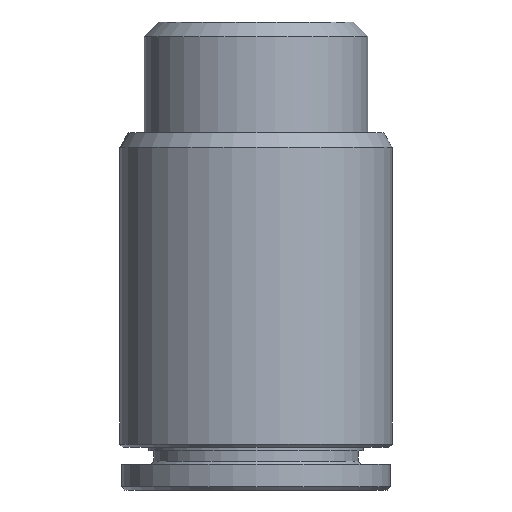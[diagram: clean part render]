
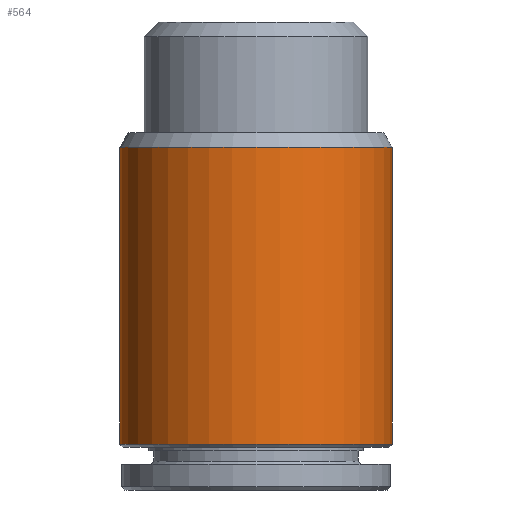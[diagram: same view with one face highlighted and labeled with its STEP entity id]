
A CAD part, front view. The second image highlights one B-rep face of the part: STEP entity #564.
In plain terms, the highlighted cylindrical face has radius 8 mm (diameter 16 mm), a full revolution.
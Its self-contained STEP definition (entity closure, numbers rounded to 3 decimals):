
#149=ORIENTED_EDGE('',*,*,#284,.F.);
#150=ORIENTED_EDGE('',*,*,#283,.T.);
#283=EDGE_CURVE('',#356,#356,#411,.T.);
#284=EDGE_CURVE('',#357,#357,#412,.T.);
#356=VERTEX_POINT('',#884);
#357=VERTEX_POINT('',#887);
#411=CIRCLE('',#629,8.);
#412=CIRCLE('',#631,8.);
#454=EDGE_LOOP('',(#149));
#455=EDGE_LOOP('',(#150));
#512=FACE_BOUND('',#454,.T.);
#513=FACE_BOUND('',#455,.T.);
#548=CYLINDRICAL_SURFACE('',#630,8.);
#564=ADVANCED_FACE('',(#512,#513),#548,.T.);
#629=AXIS2_PLACEMENT_3D('',#883,#727,#728);
#630=AXIS2_PLACEMENT_3D('',#885,#729,#730);
#631=AXIS2_PLACEMENT_3D('',#886,#731,#732);
#727=DIRECTION('',(0.,0.,1.));
#728=DIRECTION('',(1.,0.,0.));
#729=DIRECTION('',(0.,0.,1.));
#730=DIRECTION('',(1.,0.,0.));
#731=DIRECTION('',(0.,0.,1.));
#732=DIRECTION('',(1.,0.,0.));
#883=CARTESIAN_POINT('',(0.,0.,-18.3));
#884=CARTESIAN_POINT('',(8.,0.,-18.3));
#885=CARTESIAN_POINT('',(0.,0.,0.));
#886=CARTESIAN_POINT('',(0.,0.,-0.866));
#887=CARTESIAN_POINT('',(8.,0.,-0.866));
